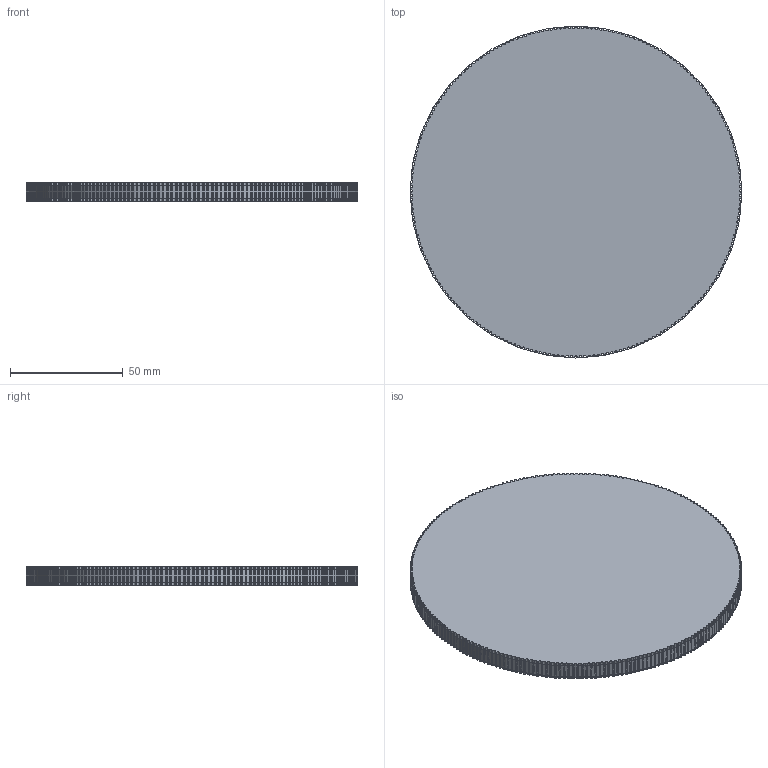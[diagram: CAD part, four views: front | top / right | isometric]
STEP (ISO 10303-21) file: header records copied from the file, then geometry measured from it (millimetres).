
FILE_DESCRIPTION('2;1');
FILE_NAME(/* name */ 'gt2_pulley_t231.stp',/* time_stamp */ '2022-07-26T03:45:53+09:00',/* author */ (''),/* organization */ (''),/* preprocessor_version */ '',/* originating_system */ '',/* authorisation */ '');
FILE_SCHEMA (('AP203_CONFIGURATION_CONTROLLED_3D_DESIGN_OF_MECHANICAL_PARTS_AND_ASSEMBLIES_MIM_LF { 1 0 10303 403 2 1 2}'));
Length unit declared in the file: millimetre
Products named in the file (1): gt2_pulley_t231
Bounding box: 147.06 x 147.06 x 8 mm (x, y, z)
Volume: 133598.6 mm3; surface area: 41384.2 mm2
Topology: 1 solids, 2 shells, 927 faces, 2775 edges, 1850 vertices
Faces by surface type: cylinder 925, plane 2
Full cylindrical faces by diameter (mm): 147.059 x1
Entity records: 32498 total; most frequent: DIRECTION 6480, CARTESIAN_POINT 5552, ORIENTED_EDGE 5546, AXIS2_PLACEMENT_3D 2778, EDGE_CURVE 2774, VERTEX_POINT 1850, CIRCLE 1850, EDGE_LOOP 928
